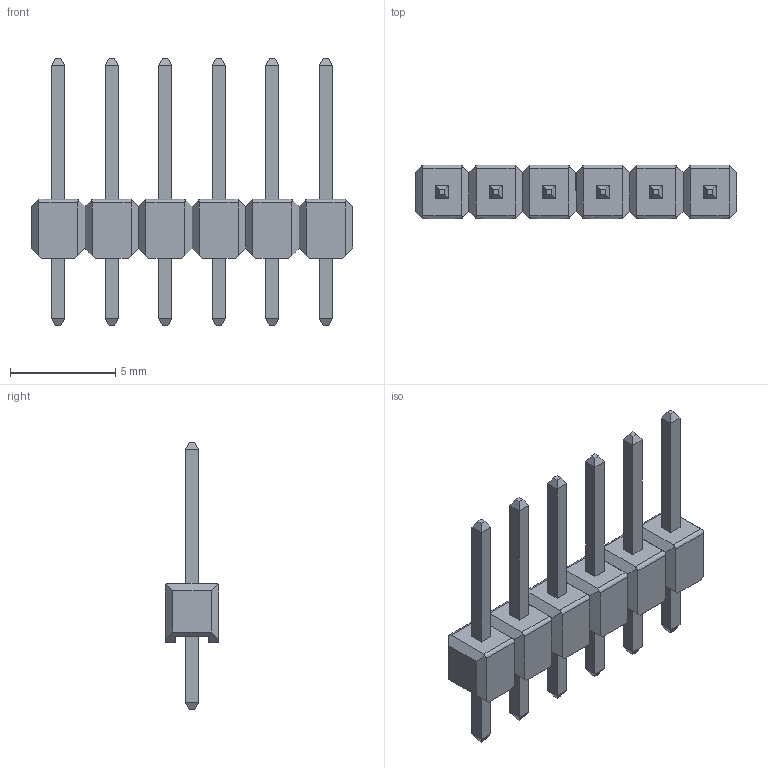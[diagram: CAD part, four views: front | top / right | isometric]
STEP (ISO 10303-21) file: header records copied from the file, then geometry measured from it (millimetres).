
FILE_DESCRIPTION(/* description */ (''),/* implementation_level */ '2;1');
FILE_NAME(/* name */ 'PI7815~1',/* time_stamp */ '2014-06-14T09:56:48+02:00',/* author */ (''),/* organization */ (''),/* preprocessor_version */ 'ST-DEVELOPER v14',/* originating_system */ '',/* authorisation */ '');
FILE_SCHEMA (('AUTOMOTIVE_DESIGN'));
Length unit declared in the file: millimetre
Products named in the file (1): Document
Bounding box: 15.24 x 2.54 x 12.7 mm (x, y, z)
Volume: 29.5 mm3; surface area: 406.4 mm2
Topology: 6 solids, 12 shells, 218 faces, 571 edges, 369 vertices
Faces by surface type: plane 194, bspline 24
Entity records: 13149 total; most frequent: CARTESIAN_POINT 5289, B_SPLINE_CURVE_WITH_KNOTS 1635, ORIENTED_EDGE 1088, PCURVE 1088, DEFINITIONAL_REPRESENTATION 1088, SURFACE_CURVE 564, EDGE_CURVE 564, VERTEX_POINT 360
